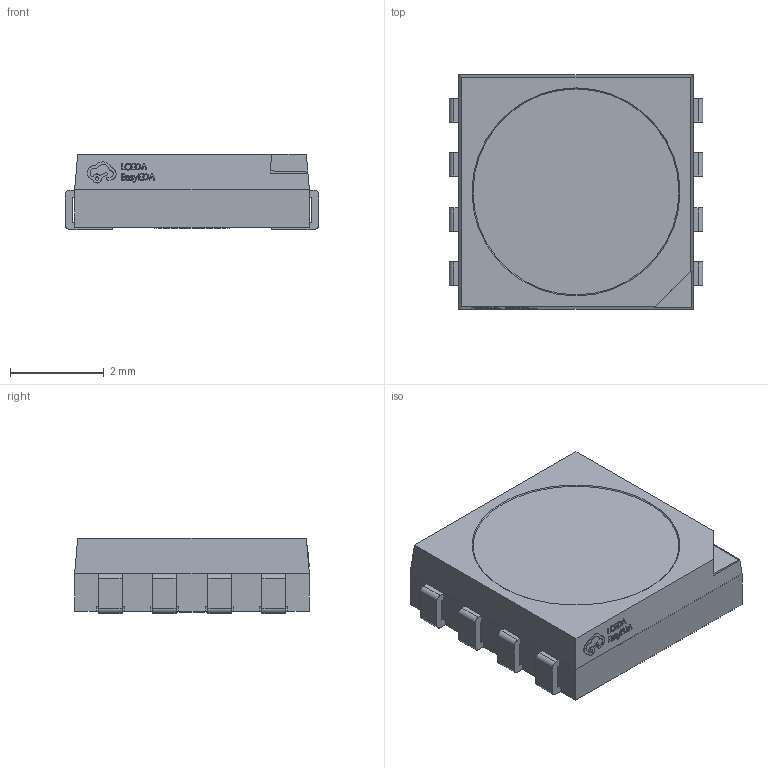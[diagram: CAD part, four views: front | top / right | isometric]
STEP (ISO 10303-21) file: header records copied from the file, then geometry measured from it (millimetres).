
FILE_DESCRIPTION (( 'STEP AP214' ), '1' );
FILE_NAME ('LED-SMD_8P-L5.0-W5.0-P1.20_HL-5050RGBW-S1-A27.STEP', '2024-08-09T13:13:49', ( '' ), ( '' ), 'SwSTEP 2.0', 'SolidWorks 2020', '' );
FILE_SCHEMA (( 'AUTOMOTIVE_DESIGN' ));
Length unit declared in the file: millimetre
Products named in the file (1): LED-SMD_8P-L5.0-W5.0-P1.20_HL-5050RGBW-S1-A27
Bounding box: 5.4 x 5 x 1.6 mm (x, y, z)
Volume: 38.4 mm3; surface area: 134.5 mm2
Topology: 2 solids, 2 shells, 399 faces, 1125 edges, 743 vertices
Faces by surface type: plane 279, bspline 98, cylinder 18, cone 4
Entity records: 17743 total; most frequent: CARTESIAN_POINT 3622, ORIENTED_EDGE 2250, DIRECTION 1573, EDGE_CURVE 1125, VECTOR 849, LINE 849, VERTEX_POINT 743, EDGE_LOOP 428
